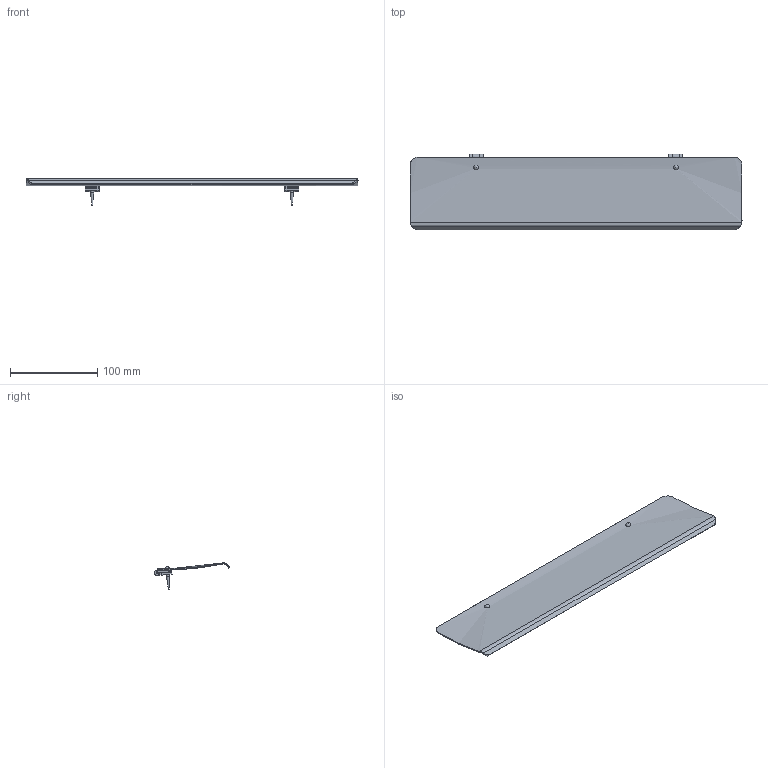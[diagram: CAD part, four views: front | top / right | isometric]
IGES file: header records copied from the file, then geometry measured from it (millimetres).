
Global section: file name: P7584; native system: Autodesk Inventor 2018; preprocessor: unknown; author: mblakey; date: 20180911.152739; units: millimetre
Bounding box: 380 x 86.32 x 29.99 mm (x, y, z)
Volume: 41917.4 mm3; surface area: 69775.6 mm2
Topology: 11 solids, 11 shells, 106 faces, 272 edges, 188 vertices
Faces by surface type: bspline 106
